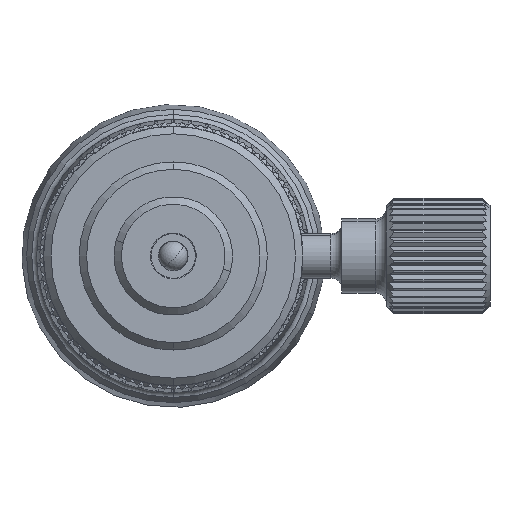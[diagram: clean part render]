
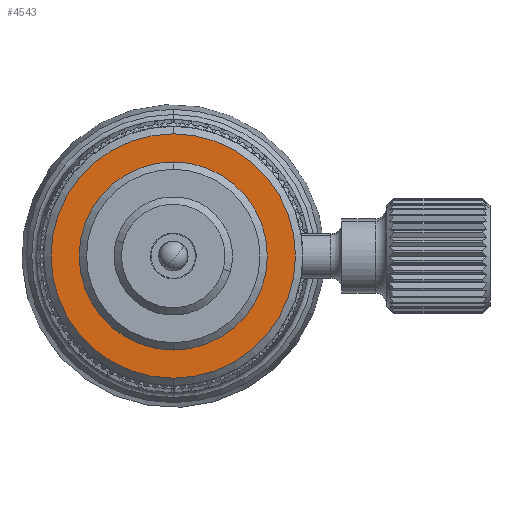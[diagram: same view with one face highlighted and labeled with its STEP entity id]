
A CAD part, left-side view. The second image highlights one B-rep face of the part: STEP entity #4543.
In plain terms, the highlighted face is planar.
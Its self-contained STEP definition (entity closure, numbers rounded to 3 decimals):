
#2775 = VERTEX_POINT ( 'NONE', #39743 ) ;
#2778 = EDGE_CURVE ( 'NONE', #2775, #2783, #39741, .T. ) ;
#2783 = VERTEX_POINT ( 'NONE', #40033 ) ;
#3033 = VERTEX_POINT ( 'NONE', #39897 ) ;
#4543 = ADVANCED_FACE ( 'NONE', ( #42011, #42010 ), #42123, .F. ) ;
#4552 = ORIENTED_EDGE ( 'NONE', *, *, #4553, .T. ) ;
#4553 = EDGE_CURVE ( 'NONE', #3033, #4565, #42116, .T. ) ;
#4560 = EDGE_CURVE ( 'NONE', #2783, #2775, #42110, .T. ) ;
#4564 = EDGE_CURVE ( 'NONE', #4565, #3033, #41921, .T. ) ;
#4565 = VERTEX_POINT ( 'NONE', #41916 ) ;
#4575 = ORIENTED_EDGE ( 'NONE', *, *, #4560, .F. ) ;
#4593 = EDGE_LOOP ( 'NONE', ( #4552, #4596 ) ) ;
#4594 = EDGE_LOOP ( 'NONE', ( #4597, #4575 ) ) ;
#4596 = ORIENTED_EDGE ( 'NONE', *, *, #4564, .T. ) ;
#4597 = ORIENTED_EDGE ( 'NONE', *, *, #2778, .F. ) ;
#39710 = DIRECTION ( 'NONE',  ( 1., 0., 0. ) ) ;
#39711 = DIRECTION ( 'NONE',  ( 0., 0., 1. ) ) ;
#39713 = CARTESIAN_POINT ( 'NONE',  ( 0., 0., -25. ) ) ;
#39740 = AXIS2_PLACEMENT_3D ( 'NONE', #39713, #39711, #39710 ) ;
#39741 = CIRCLE ( 'NONE', #39740, 6.35 ) ;
#39743 = CARTESIAN_POINT ( 'NONE',  ( 6.35, 0., -25. ) ) ;
#39897 = CARTESIAN_POINT ( 'NONE',  ( -8.25, 0., -25. ) ) ;
#40033 = CARTESIAN_POINT ( 'NONE',  ( -6.35, 0., -25. ) ) ;
#41916 = CARTESIAN_POINT ( 'NONE',  ( 8.25, 0., -25. ) ) ;
#41917 = DIRECTION ( 'NONE',  ( -1., 0., 0. ) ) ;
#41918 = DIRECTION ( 'NONE',  ( 0., 0., 1. ) ) ;
#41919 = CARTESIAN_POINT ( 'NONE',  ( 0., 0., -25. ) ) ;
#41920 = AXIS2_PLACEMENT_3D ( 'NONE', #41919, #41918, #41917 ) ;
#41921 = CIRCLE ( 'NONE', #41920, 8.25 ) ;
#42010 = FACE_BOUND ( 'NONE', #4594, .T. ) ;
#42011 = FACE_OUTER_BOUND ( 'NONE', #4593, .T. ) ;
#42106 = DIRECTION ( 'NONE',  ( 1., 0., 0. ) ) ;
#42107 = DIRECTION ( 'NONE',  ( 0., 0., 1. ) ) ;
#42108 = CARTESIAN_POINT ( 'NONE',  ( 0., 0., -25. ) ) ;
#42109 = AXIS2_PLACEMENT_3D ( 'NONE', #42108, #42107, #42106 ) ;
#42110 = CIRCLE ( 'NONE', #42109, 6.35 ) ;
#42112 = DIRECTION ( 'NONE',  ( -1., 0., 0. ) ) ;
#42113 = DIRECTION ( 'NONE',  ( 0., 0., 1. ) ) ;
#42114 = CARTESIAN_POINT ( 'NONE',  ( 0., 0., -25. ) ) ;
#42115 = AXIS2_PLACEMENT_3D ( 'NONE', #42114, #42113, #42112 ) ;
#42116 = CIRCLE ( 'NONE', #42115, 8.25 ) ;
#42119 = DIRECTION ( 'NONE',  ( -1., 0., 0. ) ) ;
#42120 = DIRECTION ( 'NONE',  ( 0., 0., -1. ) ) ;
#42121 = CARTESIAN_POINT ( 'NONE',  ( 0., 6.35, -25. ) ) ;
#42122 = AXIS2_PLACEMENT_3D ( 'NONE', #42121, #42120, #42119 ) ;
#42123 = PLANE ( 'NONE',  #42122 ) ;
